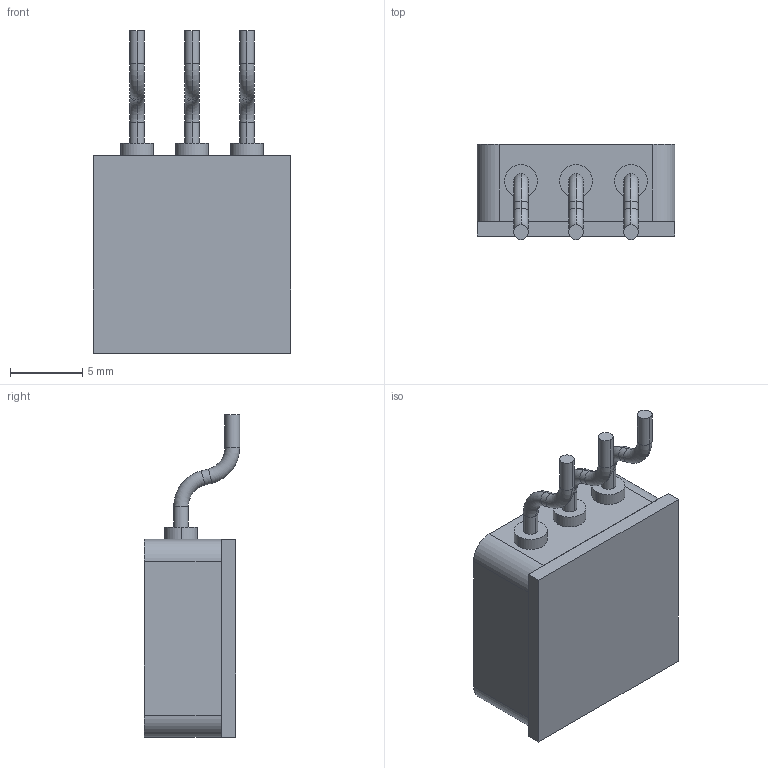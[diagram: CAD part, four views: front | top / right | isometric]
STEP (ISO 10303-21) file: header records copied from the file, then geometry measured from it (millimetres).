
FILE_DESCRIPTION (( 'STEP AP203' ), '1' );
FILE_NAME ('D101013G-STEP Rev B.STEP', '2023-04-10T13:50:30', ( '' ), ( '' ), 'SwSTEP 2.0', 'SolidWorks 2020', '' );
FILE_SCHEMA (( 'CONFIG_CONTROL_DESIGN' ));
Length unit declared in the file: inch
Products named in the file (1): D101013G-STEP Rev B
Bounding box: 13.72 x 6.6 x 22.35 mm (x, y, z)
Volume: 1217.5 mm3; surface area: 1196.2 mm2
Topology: 2 solids, 2 shells, 376 faces, 963 edges, 634 vertices
Faces by surface type: plane 244, bspline 83, cylinder 37, torus 12
Entity records: 15572 total; most frequent: CARTESIAN_POINT 6849, ORIENTED_EDGE 1926, DIRECTION 1471, EDGE_CURVE 963, VECTOR 711, LINE 711, VERTEX_POINT 634, EDGE_LOOP 419
